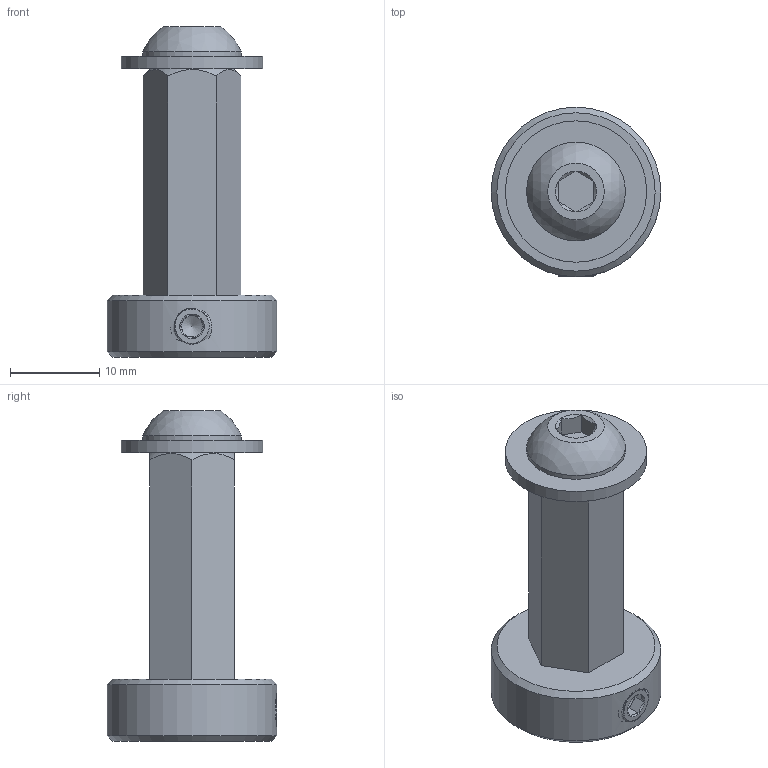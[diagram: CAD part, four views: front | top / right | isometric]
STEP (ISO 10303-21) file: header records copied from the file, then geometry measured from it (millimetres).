
FILE_DESCRIPTION (( 'STEP AP214' ), '1' );
FILE_NAME ('am-3444 6mm D to 375IN Hex Adapter.STEP', '2022-07-26T14:17:46', ( '' ), ( '' ), 'SwSTEP 2.0', 'SolidWorks 2022', '' );
FILE_SCHEMA (( 'AUTOMOTIVE_DESIGN' ));
Length unit declared in the file: inch
Products named in the file (5): 14-20 x 0.375 BHCS_92949A837; 0.25 Flat Washer_Preferred Wide FW 0.25; ip-xxxx 6mm D TO 375IN Hex Adapter; am-3444 6mm D to 375IN Hex Adapter; 10-32 x 0.25 Set Screw CP_91375A438
Assembly tree (4 placements, depth 2):
  am-3444 6mm D to 375IN Hex Adapter
    ip-xxxx 6mm D TO 375IN Hex Adapter
    10-32 x 0.25 Set Screw CP_91375A438
    0.25 Flat Washer_Preferred Wide FW 0.25
    14-20 x 0.375 BHCS_92949A837
Bounding box: 19.05 x 19.05 x 37.15 mm (x, y, z)
Volume: 3686.6 mm3; surface area: 3561.9 mm2
Topology: 4 solids, 4 shells, 124 faces, 264 edges, 160 vertices
Faces by surface type: bspline 51, plane 38, cone 25, cylinder 9, sphere 1
Full cylindrical faces by diameter (mm): 4.039 x1, 6.1 x1, 7.925 x1, 11.1 x1, 15.875 x1, 19.05 x1
Entity records: 20622 total; most frequent: CARTESIAN_POINT 18400, ORIENTED_EDGE 468, DIRECTION 290, EDGE_CURVE 234, EDGE_LOOP 160, VERTEX_POINT 152, FACE_OUTER_BOUND 129, ADVANCED_FACE 122
